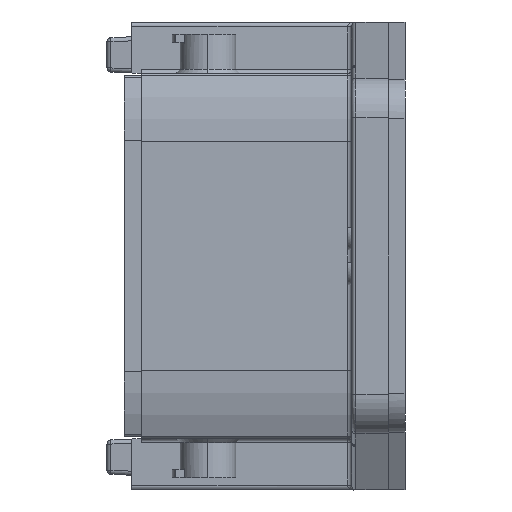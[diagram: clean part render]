
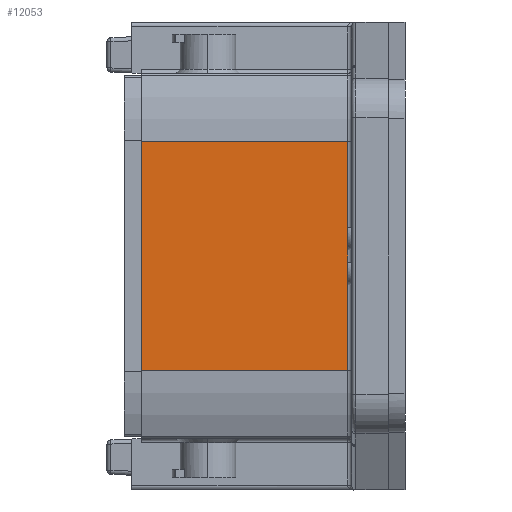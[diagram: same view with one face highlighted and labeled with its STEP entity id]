
A CAD part, left-side view. The second image highlights one B-rep face of the part: STEP entity #12053.
In plain terms, the highlighted planar face has unit normal (-1, 0, 0).
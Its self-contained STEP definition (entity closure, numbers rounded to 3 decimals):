
#1478=DIRECTION('',(0.,0.,-1.));
#1479=VECTOR('',#1478,27.87);
#1480=CARTESIAN_POINT('',(-36.977,12.9,13.935));
#1481=LINE('',#1480,#1479);
#1943=DIRECTION('',(0.,-1.,0.));
#1944=VECTOR('',#1943,25.1);
#1945=CARTESIAN_POINT('',(-36.977,12.9,-13.935));
#1946=LINE('',#1945,#1944);
#1947=DIRECTION('',(0.,1.,0.));
#1948=VECTOR('',#1947,25.1);
#1949=CARTESIAN_POINT('',(-36.977,-12.2,13.935));
#1950=LINE('',#1949,#1948);
#2990=DIRECTION('',(0.,0.,1.));
#2991=VECTOR('',#2990,27.87);
#2992=CARTESIAN_POINT('',(-36.977,-12.2,-13.935));
#2993=LINE('',#2992,#2991);
#8407=CARTESIAN_POINT('',(-36.977,12.9,13.935));
#8408=VERTEX_POINT('',#8407);
#8409=CARTESIAN_POINT('',(-36.977,12.9,-13.935));
#8410=VERTEX_POINT('',#8409);
#8572=CARTESIAN_POINT('',(-36.977,-12.2,-13.935));
#8573=VERTEX_POINT('',#8572);
#8574=CARTESIAN_POINT('',(-36.977,-12.2,13.935));
#8575=VERTEX_POINT('',#8574);
#12040=CARTESIAN_POINT('',(-36.977,0.35,0.));
#12041=DIRECTION('',(1.,0.,0.));
#12042=DIRECTION('',(0.,0.,1.));
#12043=AXIS2_PLACEMENT_3D('',#12040,#12041,#12042);
#12044=PLANE('',#12043);
#12045=ORIENTED_EDGE('',*,*,#12033,.F.);
#12046=ORIENTED_EDGE('',*,*,#11545,.F.);
#12048=ORIENTED_EDGE('',*,*,#12047,.F.);
#12050=ORIENTED_EDGE('',*,*,#12049,.F.);
#12051=EDGE_LOOP('',(#12045,#12046,#12048,#12050));
#12052=FACE_OUTER_BOUND('',#12051,.F.);
#12053=ADVANCED_FACE('',(#12052),#12044,.F.);
#11545=EDGE_CURVE('',#8408,#8410,#1481,.T.);
#12033=EDGE_CURVE('',#8410,#8573,#1946,.T.);
#12047=EDGE_CURVE('',#8575,#8408,#1950,.T.);
#12049=EDGE_CURVE('',#8573,#8575,#2993,.T.);
